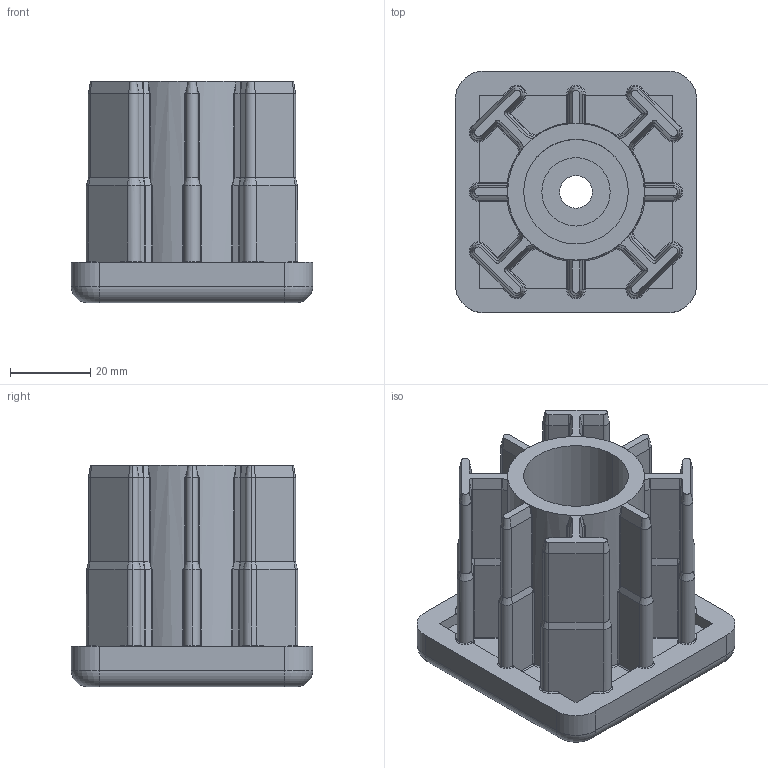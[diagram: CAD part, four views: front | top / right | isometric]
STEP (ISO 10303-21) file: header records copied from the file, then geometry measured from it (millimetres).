
FILE_DESCRIPTION (( 'STEP AP214' ), '1' );
FILE_NAME ('098v604010.STEP', '2014-08-13T06:48:28', ( '' ), ( '' ), 'SwSTEP 2.0', 'SolidWorks 2014', '' );
FILE_SCHEMA (( 'AUTOMOTIVE_DESIGN' ));
Length unit declared in the file: millimetre
Products named in the file (1): 098v604010
Bounding box: 60 x 60 x 55 mm (x, y, z)
Volume: 78323.3 mm3; surface area: 29048.4 mm2
Topology: 1 solids, 1 shells, 554 faces, 1309 edges, 748 vertices
Faces by surface type: plane 205, cylinder 170, cone 106, torus 37, sphere 36
Entity records: 15874 total; most frequent: CARTESIAN_POINT 3250, DIRECTION 2764, ORIENTED_EDGE 2578, EDGE_CURVE 1289, AXIS2_PLACEMENT_3D 1022, VERTEX_POINT 740, VECTOR 720, LINE 720
